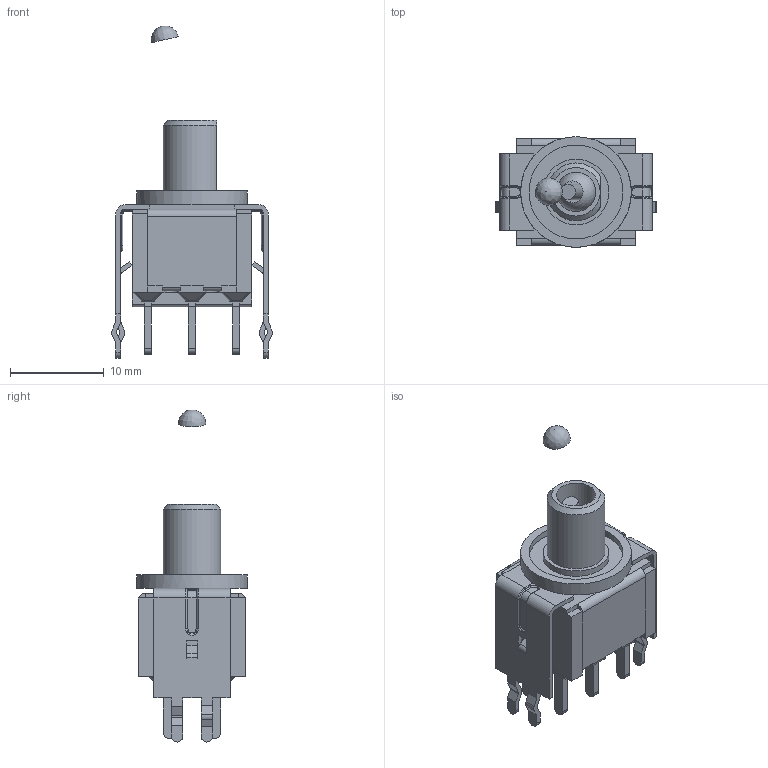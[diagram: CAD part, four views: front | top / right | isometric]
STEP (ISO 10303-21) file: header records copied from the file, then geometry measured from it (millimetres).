
FILE_DESCRIPTION(/* description */ (''),/* implementation_level */ '2;1');
FILE_NAME(/* name */ '100DPxT1B9VS21xE.stp',/* time_stamp */ '2026-01-16T18:32:15-06:00',/* author */ ('jmeyers'),/* organization */ (''),/* preprocessor_version */ 'ST-DEVELOPER v18.1',/* originating_system */ 'Autodesk Inventor 2022',/* authorisation */ '');
FILE_SCHEMA (('AUTOMOTIVE_DESIGN { 1 0 10303 214 3 1 1 }'));
Length unit declared in the file: inch
Products named in the file (1): Part151
Bounding box: 17.14 x 11.81 x 35.41 mm (x, y, z)
Volume: 1231.6 mm3; surface area: 2684.2 mm2
Topology: 1 solids, 3 shells, 575 faces, 1495 edges, 917 vertices
Faces by surface type: plane 367, cylinder 142, torus 36, sphere 26, cone 3, bspline 1
Full cylindrical faces by diameter (mm): 1.65 x1, 4.2 x2, 7.01 x1, 10.01 x1, 11.81 x1
Entity records: 17342 total; most frequent: CARTESIAN_POINT 3130, DIRECTION 2982, ORIENTED_EDGE 2942, EDGE_CURVE 1471, LINE 1086, VECTOR 1086, AXIS2_PLACEMENT_3D 948, VERTEX_POINT 917
